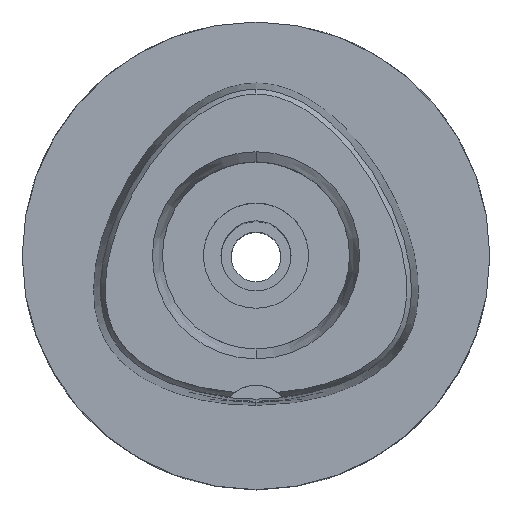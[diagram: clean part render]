
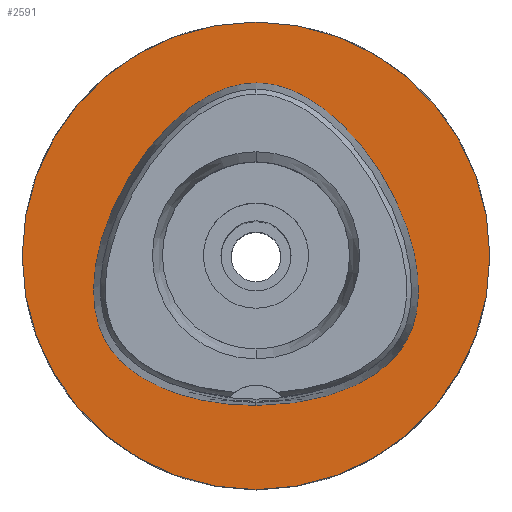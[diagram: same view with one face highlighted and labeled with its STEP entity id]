
A CAD part, top view. The second image highlights one B-rep face of the part: STEP entity #2591.
In plain terms, the highlighted planar face has unit normal (0, 0, 1).
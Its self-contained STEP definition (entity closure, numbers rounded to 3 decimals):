
#275=CARTESIAN_POINT('',(0.,0.,0.));
#276=DIRECTION('',(0.,0.,-1.));
#277=DIRECTION('',(0.,-1.,0.));
#278=AXIS2_PLACEMENT_3D('',#275,#276,#277);
#283=CARTESIAN_POINT('',(0.,0.,0.));
#284=DIRECTION('',(0.,0.,-1.));
#285=DIRECTION('',(0.,1.,0.));
#286=AXIS2_PLACEMENT_3D('',#283,#284,#285);
#291=CARTESIAN_POINT('',(0.,-25.575,0.));
#292=CARTESIAN_POINT('',(1.3,-25.575,0.));
#293=CARTESIAN_POINT('',(3.829,-25.473,
0.));
#294=CARTESIAN_POINT('',(7.452,-25.04,0.));
#295=CARTESIAN_POINT('',(10.791,-24.362,0.));
#296=CARTESIAN_POINT('',(13.756,-23.498,0.));
#297=CARTESIAN_POINT('',(16.335,-22.498,0.));
#298=CARTESIAN_POINT('',(18.548,-21.404,0.));
#299=CARTESIAN_POINT('',(20.427,-20.247,0.));
#300=CARTESIAN_POINT('',(22.018,-19.042,0.));
#301=CARTESIAN_POINT('',(23.347,-17.807,0.));
#302=CARTESIAN_POINT('',(24.452,-16.548,0.));
#303=CARTESIAN_POINT('',(25.374,-15.241,0.));
#304=CARTESIAN_POINT('',(26.131,-13.869,0.));
#305=CARTESIAN_POINT('',(26.754,-12.38,0.));
#306=CARTESIAN_POINT('',(27.247,-10.743,0.));
#307=CARTESIAN_POINT('',(27.602,-8.906,0.));
#308=CARTESIAN_POINT('',(27.791,-6.853,0.));
#309=CARTESIAN_POINT('',(27.784,-4.559,0.));
#310=CARTESIAN_POINT('',(27.54,-2.003,0.));
#311=CARTESIAN_POINT('',(27.015,0.827,0.));
#312=CARTESIAN_POINT('',(26.166,3.911,0.));
#313=CARTESIAN_POINT('',(24.961,7.2,0.));
#314=CARTESIAN_POINT('',(23.396,10.597,0.));
#315=CARTESIAN_POINT('',(21.512,13.955,0.));
#316=CARTESIAN_POINT('',(19.404,17.1,0.));
#317=CARTESIAN_POINT('',(17.174,19.911,0.));
#318=CARTESIAN_POINT('',(14.92,22.317,0.));
#319=CARTESIAN_POINT('',(12.712,24.309,0.));
#320=CARTESIAN_POINT('',(10.588,25.912,0.));
#321=CARTESIAN_POINT('',(8.573,27.164,0.));
#322=CARTESIAN_POINT('',(6.67,28.113,0.));
#323=CARTESIAN_POINT('',(4.871,28.799,0.));
#324=CARTESIAN_POINT('',(3.166,29.259,0.));
#325=CARTESIAN_POINT('',(1.548,29.52,
0.));
#326=CARTESIAN_POINT('',(0.508,29.575,
0.));
#327=CARTESIAN_POINT('',(0.,29.575,
0.));
#332=CARTESIAN_POINT('',(0.,29.575,
0.));
#333=CARTESIAN_POINT('',(-0.509,29.575,0.));
#334=CARTESIAN_POINT('',(-1.548,29.52,
0.));
#335=CARTESIAN_POINT('',(-3.168,29.259,0.));
#336=CARTESIAN_POINT('',(-4.871,28.799,0.));
#337=CARTESIAN_POINT('',(-6.671,28.112,0.));
#338=CARTESIAN_POINT('',(-8.57,27.166,0.));
#339=CARTESIAN_POINT('',(-10.584,25.915,0.));
#340=CARTESIAN_POINT('',(-12.704,24.315,0.));
#341=CARTESIAN_POINT('',(-14.91,22.326,0.));
#342=CARTESIAN_POINT('',(-17.161,19.925,0.));
#343=CARTESIAN_POINT('',(-19.387,17.123,0.));
#344=CARTESIAN_POINT('',(-21.496,13.98,0.));
#345=CARTESIAN_POINT('',(-23.378,10.631,0.));
#346=CARTESIAN_POINT('',(-24.945,7.24,0.));
#347=CARTESIAN_POINT('',(-26.151,3.957,0.));
#348=CARTESIAN_POINT('',(-27.003,0.879,0.));
#349=CARTESIAN_POINT('',(-27.532,-1.949,0.));
#350=CARTESIAN_POINT('',(-27.781,-4.504,0.));
#351=CARTESIAN_POINT('',(-27.793,-6.8,0.));
#352=CARTESIAN_POINT('',(-27.61,-8.852,0.));
#353=CARTESIAN_POINT('',(-27.259,-10.696,0.));
#354=CARTESIAN_POINT('',(-26.767,-12.346,0.));
#355=CARTESIAN_POINT('',(-26.138,-13.856,0.));
#356=CARTESIAN_POINT('',(-25.37,-15.247,0.));
#357=CARTESIAN_POINT('',(-24.449,-16.552,0.));
#358=CARTESIAN_POINT('',(-23.342,-17.813,0.));
#359=CARTESIAN_POINT('',(-22.021,-19.039,0.));
#360=CARTESIAN_POINT('',(-20.432,-20.244,0.));
#361=CARTESIAN_POINT('',(-18.553,-21.401,0.));
#362=CARTESIAN_POINT('',(-16.339,-22.496,0.));
#363=CARTESIAN_POINT('',(-13.76,-23.496,0.));
#364=CARTESIAN_POINT('',(-10.794,-24.362,0.));
#365=CARTESIAN_POINT('',(-7.454,-25.04,0.));
#366=CARTESIAN_POINT('',(-3.826,-25.473,
0.));
#367=CARTESIAN_POINT('',(-1.298,-25.575,0.));
#368=CARTESIAN_POINT('',(0.,-25.575,0.));
#1656=VERTEX_POINT('',#332);
#1657=VERTEX_POINT('',#368);
#1662=CARTESIAN_POINT('',(0.,-40.,0.));
#1663=CARTESIAN_POINT('',(0.,40.,0.));
#1664=VERTEX_POINT('',#1662);
#1665=VERTEX_POINT('',#1663);
#2575=CARTESIAN_POINT('',(0.,0.,0.));
#2576=DIRECTION('',(0.,0.,-1.));
#2577=DIRECTION('',(0.,-1.,0.));
#2578=AXIS2_PLACEMENT_3D('',#2575,#2576,#2577);
#2579=PLANE('',#2578);
#2581=ORIENTED_EDGE('',*,*,#2580,.T.);
#2583=ORIENTED_EDGE('',*,*,#2582,.T.);
#2584=EDGE_LOOP('',(#2581,#2583));
#2585=FACE_OUTER_BOUND('',#2584,.F.);
#2587=ORIENTED_EDGE('',*,*,#2586,.T.);
#2588=ORIENTED_EDGE('',*,*,#2558,.T.);
#2589=EDGE_LOOP('',(#2587,#2588));
#2590=FACE_BOUND('',#2589,.F.);
#279=CIRCLE('',#278,40.);
#287=CIRCLE('',#286,40.);
#328=B_SPLINE_CURVE_WITH_KNOTS('',3,(#291,#292,#293,#294,#295,#296,#297,#298,
#299,#300,#301,#302,#303,#304,#305,#306,#307,#308,#309,#310,#311,#312,#313,#314,
#315,#316,#317,#318,#319,#320,#321,#322,#323,#324,#325,#326,#327),.UNSPECIFIED.,
.F.,.F.,(4,1,1,1,1,1,1,1,1,1,1,1,1,1,1,1,1,1,1,1,1,1,1,1,1,1,1,1,1,1,1,1,1,1,4),
(0.,0.029,0.059,0.088,0.118,
0.147,0.176,0.206,0.235,
0.265,0.294,0.324,0.353,
0.382,0.412,0.441,0.471,0.5,
0.529,0.559,0.588,0.618,
0.647,0.676,0.706,0.735,
0.765,0.794,0.824,0.853,
0.882,0.912,0.941,0.971,1.),
.UNSPECIFIED.);
#369=B_SPLINE_CURVE_WITH_KNOTS('',3,(#332,#333,#334,#335,#336,#337,#338,#339,
#340,#341,#342,#343,#344,#345,#346,#347,#348,#349,#350,#351,#352,#353,#354,#355,
#356,#357,#358,#359,#360,#361,#362,#363,#364,#365,#366,#367,#368),.UNSPECIFIED.,
.F.,.F.,(4,1,1,1,1,1,1,1,1,1,1,1,1,1,1,1,1,1,1,1,1,1,1,1,1,1,1,1,1,1,1,1,1,1,4),
(0.,0.029,0.059,0.088,0.118,
0.147,0.176,0.206,0.235,
0.265,0.294,0.324,0.353,
0.382,0.412,0.441,0.471,0.5,
0.529,0.559,0.588,0.618,
0.647,0.676,0.706,0.735,
0.765,0.794,0.824,0.853,
0.882,0.912,0.941,0.971,1.),
.UNSPECIFIED.);
#2558=EDGE_CURVE('',#1656,#1657,#369,.T.);
#2580=EDGE_CURVE('',#1664,#1665,#279,.T.);
#2582=EDGE_CURVE('',#1665,#1664,#287,.T.);
#2586=EDGE_CURVE('',#1657,#1656,#328,.T.);
#2591=ADVANCED_FACE('',(#2585,#2590),#2579,.F.);
